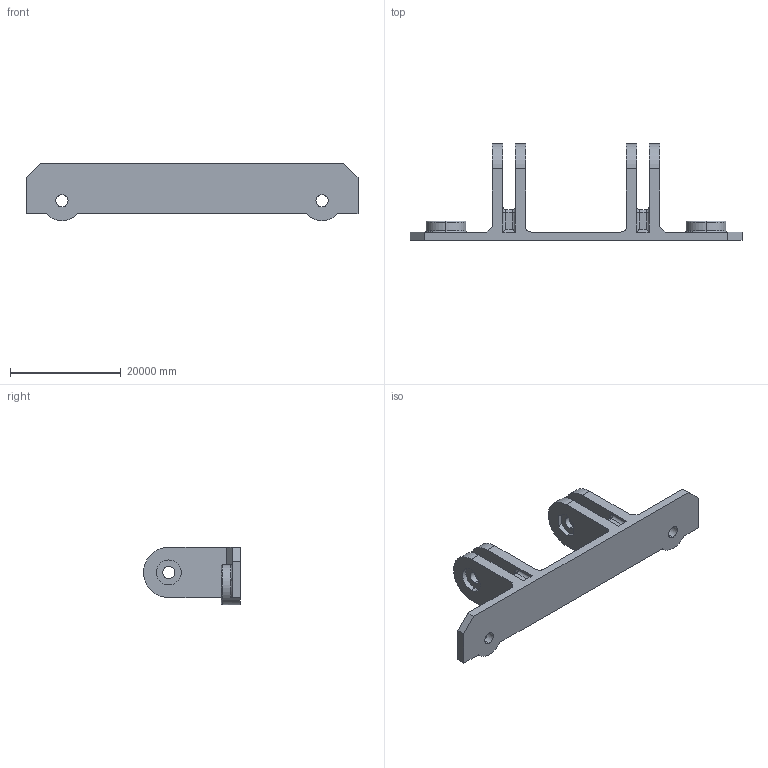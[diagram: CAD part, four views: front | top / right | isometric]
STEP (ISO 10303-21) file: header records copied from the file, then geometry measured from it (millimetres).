
FILE_DESCRIPTION (( 'STEP AP214' ), '1' );
FILE_NAME ('CameraBaseHh.STEP', '2023-12-04T14:38:16', ( '' ), ( '' ), 'SMSTEP 2.0', 'SalomeMeca W023', '' );
FILE_SCHEMA (( 'AUTOMOTIVE_DESIGN' ));
Length unit declared in the file: metre
Products named in the file (1): CameraBaseHh
Bounding box: 60000 x 17500 x 10400 mm (x, y, z)
Volume: 1949682090359.1 mm3; surface area: 2789283603.7 mm2
Topology: 1 solids, 1 shells, 146 faces, 368 edges, 230 vertices
Faces by surface type: cylinder 62, plane 60, torus 24
Entity records: 4612 total; most frequent: CARTESIAN_POINT 997, DIRECTION 776, ORIENTED_EDGE 736, EDGE_CURVE 368, AXIS2_PLACEMENT_3D 281, VERTEX_POINT 230, LINE 214, VECTOR 214
